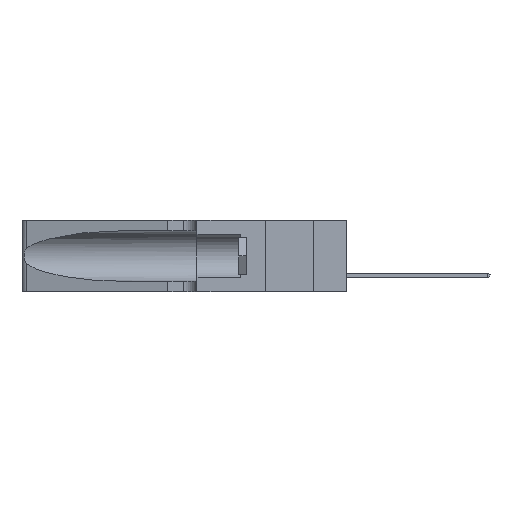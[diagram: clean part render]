
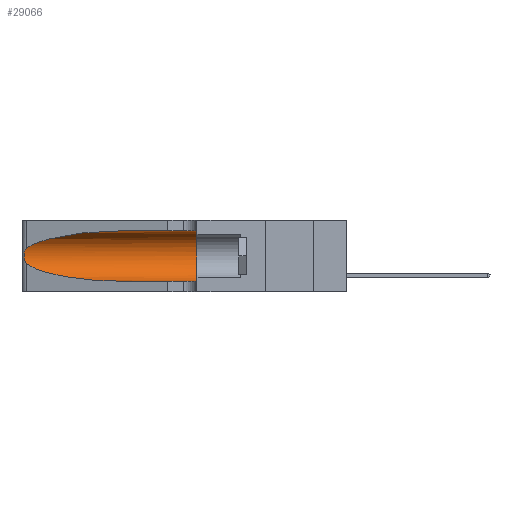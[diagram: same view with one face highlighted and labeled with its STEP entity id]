
A CAD part, left-side view. The second image highlights one B-rep face of the part: STEP entity #29066.
In plain terms, the highlighted cylindrical face has radius 3.308 mm (diameter 6.617 mm), a partial arc.
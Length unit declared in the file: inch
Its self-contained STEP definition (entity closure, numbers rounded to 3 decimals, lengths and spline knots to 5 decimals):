
#58 = LINE ( 'NONE', #21389, #15253 ) ;
#475 = CARTESIAN_POINT ( 'NONE',  ( 0.25856, 1.23593, 0.16098 ) ) ;
#1218 = DIRECTION ( 'NONE',  ( 0., 0., 1. ) ) ;
#3413 = CARTESIAN_POINT ( 'NONE',  ( 0.25854, 1.2359, 0.20912 ) ) ;
#3818 = CYLINDRICAL_SURFACE ( 'NONE', #6326, 0.13025 ) ;
#6326 = AXIS2_PLACEMENT_3D ( 'NONE', #27061, #9134, #12164 ) ;
#6331 = CARTESIAN_POINT ( 'NONE',  ( 0.25555, 1.22993, 0.14849 ) ) ;
#6476 = CARTESIAN_POINT ( 'NONE',  ( 0.25789, 1.23486, 0.15765 ) ) ;
#6901 = CARTESIAN_POINT ( 'NONE',  ( 0.2373, 1.15595, 0.08982 ) ) ;
#7299 = VERTEX_POINT ( 'NONE', #12386 ) ;
#8246 = DIRECTION ( 'NONE',  ( 0., -1., 0. ) ) ;
#9134 = DIRECTION ( 'NONE',  ( 0., -1., 0. ) ) ;
#9816 = CARTESIAN_POINT ( 'NONE',  ( 0.25487, 1.22718, 0.22369 ) ) ;
#12164 = DIRECTION ( 'NONE',  ( 0., 0., -1. ) ) ;
#12386 = CARTESIAN_POINT ( 'NONE',  ( 0.1305, 0.35, 0.05475 ) ) ;
#12433 = CARTESIAN_POINT ( 'NONE',  ( 0.26017, 1.23833, 0.17102 ) ) ;
#12713 = CARTESIAN_POINT ( 'NONE',  ( 0.1305, 0.72297, 0.31525 ) ) ;
#12836 = CARTESIAN_POINT ( 'NONE',  ( 0.26018, 1.23835, 0.19895 ) ) ;
#13313 = VERTEX_POINT ( 'NONE', #34102 ) ;
#14614 = ORIENTED_EDGE ( 'NONE', *, *, #33301, .F. ) ;
#15253 = VECTOR ( 'NONE', #21131, 39.37008 ) ;
#15632 = CARTESIAN_POINT ( 'NONE',  ( 0.25487, 1.22718, 0.14631 ) ) ;
#15731 = CARTESIAN_POINT ( 'NONE',  ( 0.26075, 1.23896, 0.19203 ) ) ;
#16716 = LINE ( 'NONE', #17098, #23870 ) ;
#17098 = CARTESIAN_POINT ( 'NONE',  ( 0.1305, 1.61858, 0.31525 ) ) ;
#17506 = B_SPLINE_CURVE_WITH_KNOTS ( 'NONE', 3,
 ( #18423, #30938, #24662, #28146, #3413, #12836, #15731, #21461, #12433, #475, #6476, #30807, #6331, #27740 ),
 .UNSPECIFIED., .F., .F.,
 ( 4, 2, 2, 2, 2, 2, 4 ),
 ( 0., 0.00027, 0.00053, 0.00107, 0.0016, 0.00187, 0.00214 ),
 .UNSPECIFIED. ) ;
#18022 = VERTEX_POINT ( 'NONE', #35191 ) ;
#18423 = CARTESIAN_POINT ( 'NONE',  ( 0.25487, 1.22718, 0.22369 ) ) ;
#18693 = CARTESIAN_POINT ( 'NONE',  ( 0.1305, 0.72297, 0.31525 ) ) ;
#19445 = AXIS2_PLACEMENT_3D ( 'NONE', #22100, #37439, #1218 ) ;
#19946 = ORIENTED_EDGE ( 'NONE', *, *, #22400, .T. ) ;
#20256 = EDGE_LOOP ( 'NONE', ( #34197, #35491, #19946, #22953, #14614, #32743 ) ) ;
#21131 = DIRECTION ( 'NONE',  ( 0., -1., 0. ) ) ;
#21389 = CARTESIAN_POINT ( 'NONE',  ( 0.1305, 1.61858, 0.05475 ) ) ;
#21461 = CARTESIAN_POINT ( 'NONE',  ( 0.26075, 1.23896, 0.178 ) ) ;
#22007 = CARTESIAN_POINT ( 'NONE',  ( 0.18966, 0.96281, 0.31525 ) ) ;
#22100 = CARTESIAN_POINT ( 'NONE',  ( 0.1305, 0.35, 0.185 ) ) ;
#22400 = EDGE_CURVE ( 'NONE', #18022, #13313, #24568, .T. ) ;
#22953 = ORIENTED_EDGE ( 'NONE', *, *, #33771, .T. ) ;
#23870 = VECTOR ( 'NONE', #8246, 39.37008 ) ;
#24568 =( BOUNDED_CURVE ( )  B_SPLINE_CURVE ( 3, ( #15632, #6901, #25345, #28312 ),
 .UNSPECIFIED., .F., .T. ) 
 B_SPLINE_CURVE_WITH_KNOTS ( ( 4, 4 ),
 ( 3.44316, 4.71239 ),
 .UNSPECIFIED. ) 
 CURVE ( )  GEOMETRIC_REPRESENTATION_ITEM ( )  RATIONAL_B_SPLINE_CURVE ( ( 1., 0.87, 0.87, 1. ) ) 
 REPRESENTATION_ITEM ( '' )  );
#24662 = CARTESIAN_POINT ( 'NONE',  ( 0.25639, 1.23184, 0.21858 ) ) ;
#25295 = EDGE_CURVE ( 'NONE', #35750, #39397, #16716, .T. ) ;
#25345 = CARTESIAN_POINT ( 'NONE',  ( 0.18966, 0.96281, 0.05475 ) ) ;
#25537 = EDGE_CURVE ( 'NONE', #32431, #18022, #17506, .T. ) ;
#27061 = CARTESIAN_POINT ( 'NONE',  ( 0.1305, 1.61858, 0.185 ) ) ;
#27740 = CARTESIAN_POINT ( 'NONE',  ( 0.25487, 1.22718, 0.14631 ) ) ;
#28146 = CARTESIAN_POINT ( 'NONE',  ( 0.25787, 1.23484, 0.2124 ) ) ;
#28312 = CARTESIAN_POINT ( 'NONE',  ( 0.1305, 0.72297, 0.05475 ) ) ;
#29066 = ADVANCED_FACE ( 'NONE', ( #32360 ), #3818, .F. ) ;
#29974 =( BOUNDED_CURVE ( )  B_SPLINE_CURVE ( 3, ( #12713, #22007, #30946, #9816 ),
 .UNSPECIFIED., .F., .T. ) 
 B_SPLINE_CURVE_WITH_KNOTS ( ( 4, 4 ),
 ( 1.5708, 2.84003 ),
 .UNSPECIFIED. ) 
 CURVE ( )  GEOMETRIC_REPRESENTATION_ITEM ( )  RATIONAL_B_SPLINE_CURVE ( ( 1., 0.87, 0.87, 1. ) ) 
 REPRESENTATION_ITEM ( '' )  );
#30498 = CARTESIAN_POINT ( 'NONE',  ( 0.1305, 0.35, 0.31525 ) ) ;
#30807 = CARTESIAN_POINT ( 'NONE',  ( 0.25639, 1.23186, 0.15144 ) ) ;
#30938 = CARTESIAN_POINT ( 'NONE',  ( 0.25555, 1.22994, 0.2215 ) ) ;
#30946 = CARTESIAN_POINT ( 'NONE',  ( 0.2373, 1.15595, 0.28018 ) ) ;
#31973 = CIRCLE ( 'NONE', #19445, 0.13025 ) ;
#32360 = FACE_OUTER_BOUND ( 'NONE', #20256, .T. ) ;
#32431 = VERTEX_POINT ( 'NONE', #32733 ) ;
#32733 = CARTESIAN_POINT ( 'NONE',  ( 0.25487, 1.22718, 0.22369 ) ) ;
#32743 = ORIENTED_EDGE ( 'NONE', *, *, #25295, .F. ) ;
#33301 = EDGE_CURVE ( 'NONE', #39397, #7299, #31973, .T. ) ;
#33771 = EDGE_CURVE ( 'NONE', #13313, #7299, #58, .T. ) ;
#34102 = CARTESIAN_POINT ( 'NONE',  ( 0.1305, 0.72297, 0.05475 ) ) ;
#34197 = ORIENTED_EDGE ( 'NONE', *, *, #38808, .T. ) ;
#35191 = CARTESIAN_POINT ( 'NONE',  ( 0.25487, 1.22718, 0.14631 ) ) ;
#35491 = ORIENTED_EDGE ( 'NONE', *, *, #25537, .T. ) ;
#35750 = VERTEX_POINT ( 'NONE', #18693 ) ;
#37439 = DIRECTION ( 'NONE',  ( 0., 1., 0. ) ) ;
#38808 = EDGE_CURVE ( 'NONE', #35750, #32431, #29974, .T. ) ;
#39397 = VERTEX_POINT ( 'NONE', #30498 ) ;
